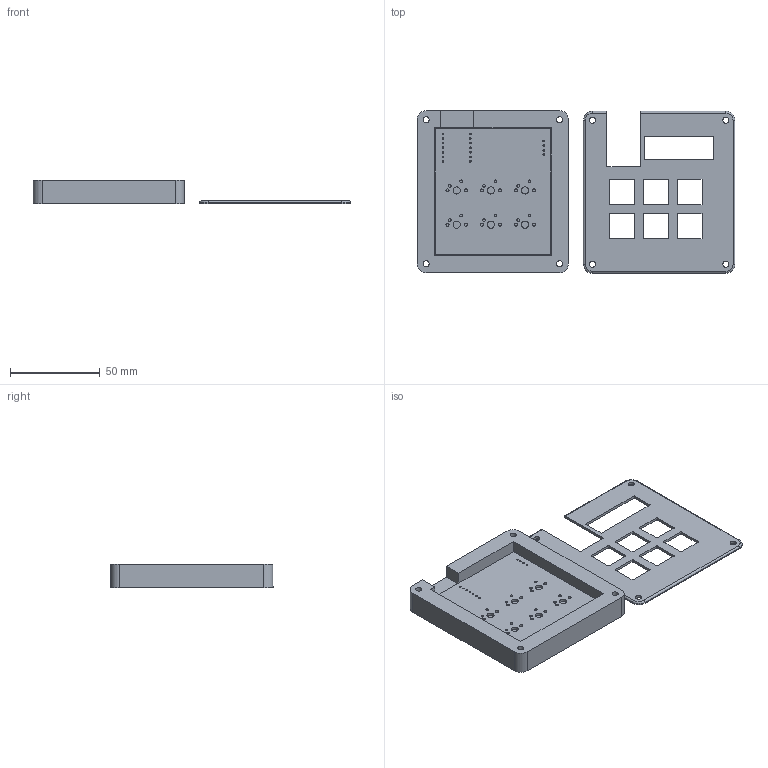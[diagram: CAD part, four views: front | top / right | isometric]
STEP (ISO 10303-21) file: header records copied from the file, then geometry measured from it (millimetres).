
FILE_DESCRIPTION(/* description */ (''),/* implementation_level */ '2;1');
FILE_NAME(/* name */ 'SASHREEK MACROPAD FINAL.step',/* time_stamp */ '2025-12-08T20:13:24+05:30',/* author */ (''),/* organization */ (''),/* preprocessor_version */ 'ST-DEVELOPER v20.1',/* originating_system */ 'Autodesk Translation Framework v14.21.0.0',/* authorisation */ '');
FILE_SCHEMA (('AUTOMOTIVE_DESIGN { 1 0 10303 214 3 1 1 }'));
Length unit declared in the file: millimetre
Products named in the file (2): 2025-12-08-17-52-16-518; 2025-12-08-17-53-59-598
Assembly tree (1 placements, depth 2):
  2025-12-08-17-52-16-518
    2025-12-08-17-53-59-598
Bounding box: 176.92 x 90.45 x 13 mm (x, y, z)
Volume: 64540.8 mm3; surface area: 44122.1 mm2
Topology: 3 solids, 3 shells, 486 faces, 1366 edges, 908 vertices
Faces by surface type: bspline 250, plane 135, cylinder 97, torus 4
Full cylindrical faces by diameter (mm): 0.889 x14, 1 x4, 1.5 x12, 1.7 x12, 3.4 x8, 4 x6, 6 x4
Entity records: 18336 total; most frequent: CARTESIAN_POINT 7013, ORIENTED_EDGE 2732, DIRECTION 1542, EDGE_CURVE 1366, VERTEX_POINT 908, LINE 668, VECTOR 668, EDGE_LOOP 634
